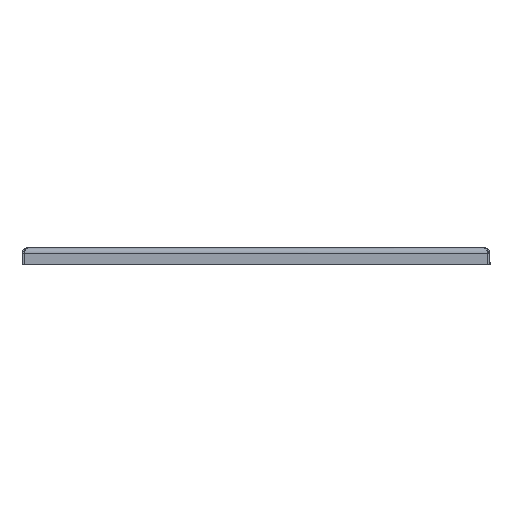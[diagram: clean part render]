
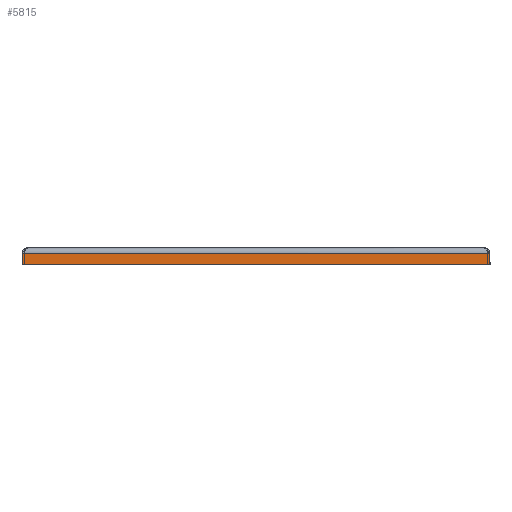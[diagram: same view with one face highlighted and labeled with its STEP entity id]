
A CAD part, left-side view. The second image highlights one B-rep face of the part: STEP entity #5815.
In plain terms, the highlighted planar face has unit normal (-1, 0, 0).
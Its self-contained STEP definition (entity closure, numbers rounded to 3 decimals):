
#5788=AXIS2_PLACEMENT_3D('Plane Axis2P3D',#5785,#5786,#5787) ;
#5189=CARTESIAN_POINT('Vertex',(0.,340.,8.)) ;
#5192=CARTESIAN_POINT('Line Origine',(0.,510.037,8.)) ;
#5196=CARTESIAN_POINT('Vertex',(0.,0.,8.)) ;
#5785=CARTESIAN_POINT('Axis2P3D Location',(0.,170.,12.)) ;
#5790=CARTESIAN_POINT('Line Origine',(0.,170.,0.)) ;
#5794=CARTESIAN_POINT('Vertex',(0.,340.,0.)) ;
#5796=CARTESIAN_POINT('Vertex',(0.,0.,0.)) ;
#5799=CARTESIAN_POINT('Line Origine',(0.,0.,4.)) ;
#5804=CARTESIAN_POINT('Line Origine',(0.,340.,4.)) ;
#5193=DIRECTION('Vector Direction',(0.,-1.,0.)) ;
#5786=DIRECTION('Axis2P3D Direction',(1.,0.,-0.)) ;
#5787=DIRECTION('Axis2P3D XDirection',(0.,1.,0.)) ;
#5791=DIRECTION('Vector Direction',(0.,-1.,0.)) ;
#5800=DIRECTION('Vector Direction',(0.,0.,-1.)) ;
#5805=DIRECTION('Vector Direction',(0.,0.,-1.)) ;
#5194=VECTOR('Line Direction',#5193,1.) ;
#5792=VECTOR('Line Direction',#5791,1.) ;
#5801=VECTOR('Line Direction',#5800,1.) ;
#5806=VECTOR('Line Direction',#5805,1.) ;
#5810=ORIENTED_EDGE('',*,*,#5798,.T.) ;
#5811=ORIENTED_EDGE('',*,*,#5803,.F.) ;
#5812=ORIENTED_EDGE('',*,*,#5198,.F.) ;
#5813=ORIENTED_EDGE('',*,*,#5808,.T.) ;
#5815=ADVANCED_FACE('MOPL',(#5814),#5789,.F.) ;
#5198=EDGE_CURVE('',#5190,#5197,#5195,.T.) ;
#5798=EDGE_CURVE('',#5795,#5797,#5793,.T.) ;
#5803=EDGE_CURVE('',#5197,#5797,#5802,.T.) ;
#5808=EDGE_CURVE('',#5190,#5795,#5807,.T.) ;
#5809=EDGE_LOOP('',(#5810,#5811,#5812,#5813)) ;
#5814=FACE_OUTER_BOUND('',#5809,.T.) ;
#5195=LINE('Line',#5192,#5194) ;
#5793=LINE('Line',#5790,#5792) ;
#5802=LINE('Line',#5799,#5801) ;
#5807=LINE('Line',#5804,#5806) ;
#5789=PLANE('',#5788) ;
#5190=VERTEX_POINT('',#5189) ;
#5197=VERTEX_POINT('',#5196) ;
#5795=VERTEX_POINT('',#5794) ;
#5797=VERTEX_POINT('',#5796) ;
